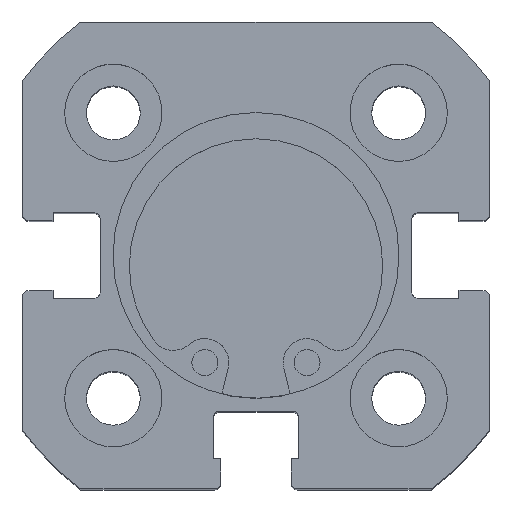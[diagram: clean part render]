
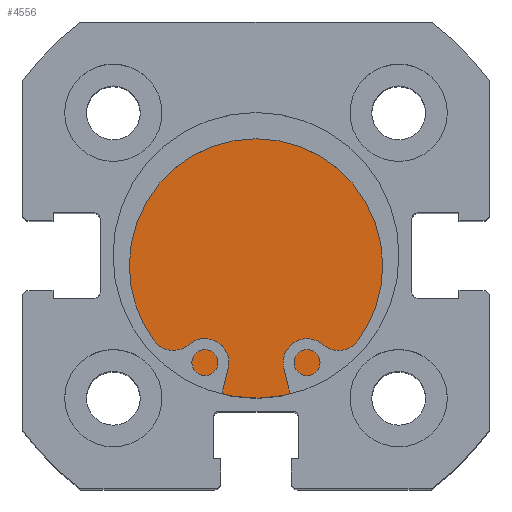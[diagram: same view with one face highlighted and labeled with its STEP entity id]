
A CAD part, top view. The second image highlights one B-rep face of the part: STEP entity #4556.
In plain terms, the highlighted face is planar.
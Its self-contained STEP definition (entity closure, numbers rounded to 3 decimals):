
#582 = CARTESIAN_POINT ( 'NONE',  ( 6., 0., 11. ) ) ;
#594 = CARTESIAN_POINT ( 'NONE',  ( 6., 0., -11. ) ) ;
#883 = CARTESIAN_POINT ( 'NONE',  ( 6., 0., 0. ) ) ;
#905 = DIRECTION ( 'NONE',  ( -1., 0., 0. ) ) ;
#907 = DIRECTION ( 'NONE',  ( 0., 0., 1. ) ) ;
#1068 = CARTESIAN_POINT ( 'NONE',  ( 6., 0., 0. ) ) ;
#1071 = DIRECTION ( 'NONE',  ( -1., 0., 0. ) ) ;
#1073 = DIRECTION ( 'NONE',  ( 0., 0., 1. ) ) ;
#1510 = CARTESIAN_POINT ( 'NONE',  ( 6., 11., 0. ) ) ;
#1511 = PLANE ( 'NONE',  #2673 ) ;
#1513 = DIRECTION ( 'NONE',  ( -1., 0., 0. ) ) ;
#1514 = DIRECTION ( 'NONE',  ( 0., 0., 1. ) ) ;
#1978 = EDGE_CURVE ( 'NONE', #4766, #4748, #3424, .T. ) ;
#2237 = EDGE_CURVE ( 'NONE', #4748, #4766, #3573, .T. ) ;
#2396 = AXIS2_PLACEMENT_3D ( 'NONE', #1068, #1071, #1073 ) ;
#2446 = AXIS2_PLACEMENT_3D ( 'NONE', #883, #905, #907 ) ;
#2673 = AXIS2_PLACEMENT_3D ( 'NONE', #1510, #1513, #1514 ) ;
#2761 = EDGE_LOOP ( 'NONE', ( #5652, #5651 ) ) ;
#3424 = CIRCLE ( 'NONE', #2396, 11. ) ;
#3573 = CIRCLE ( 'NONE', #2446, 11. ) ;
#3864 = FACE_OUTER_BOUND ( 'NONE', #2761, .T. ) ;
#4556 = ADVANCED_FACE ( 'NONE', ( #3864 ), #1511, .F. ) ;
#4748 = VERTEX_POINT ( 'NONE', #582 ) ;
#4766 = VERTEX_POINT ( 'NONE', #594 ) ;
#5651 = ORIENTED_EDGE ( 'NONE', *, *, #1978, .F. ) ;
#5652 = ORIENTED_EDGE ( 'NONE', *, *, #2237, .F. ) ;
